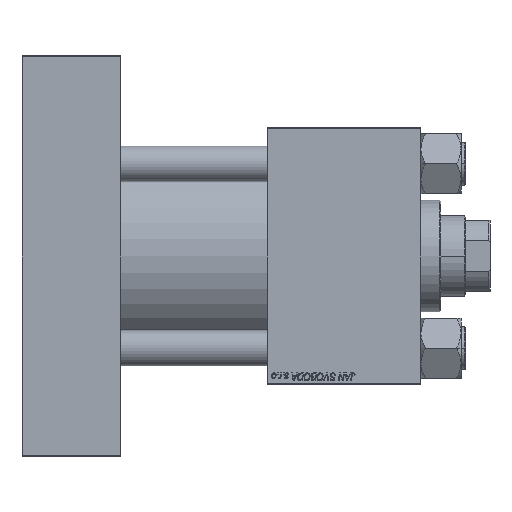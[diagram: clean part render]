
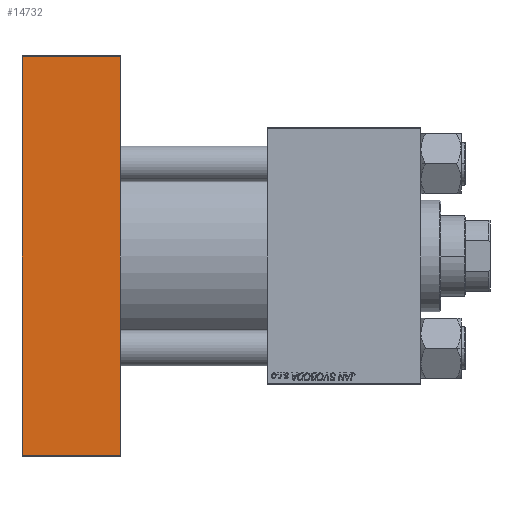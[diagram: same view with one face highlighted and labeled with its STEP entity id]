
A CAD part, front view. The second image highlights one B-rep face of the part: STEP entity #14732.
In plain terms, the highlighted planar face has unit normal (0, -1, 0).
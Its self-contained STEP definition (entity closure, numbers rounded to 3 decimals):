
#171 = FACE_OUTER_BOUND ( 'NONE', #30428, .T. ) ;
#634 = LINE ( 'NONE', #47319, #40805 ) ;
#1299 = ORIENTED_EDGE ( 'NONE', *, *, #48028, .T. ) ;
#1843 = DIRECTION ( 'NONE',  ( -1., 0., 0. ) ) ;
#2201 = DIRECTION ( 'NONE',  ( 1., 0., 0. ) ) ;
#2864 = LINE ( 'NONE', #40628, #28256 ) ;
#4242 = VERTEX_POINT ( 'NONE', #7696 ) ;
#4760 = DIRECTION ( 'NONE',  ( 0., 1., 0. ) ) ;
#6009 = CARTESIAN_POINT ( 'NONE',  ( 44., -57.5, -89.5 ) ) ;
#6478 = CARTESIAN_POINT ( 'NONE',  ( 0., -57.5, -89.5 ) ) ;
#7696 = CARTESIAN_POINT ( 'NONE',  ( 44., -57.5, 89.5 ) ) ;
#11944 = VECTOR ( 'NONE', #2201, 1000. ) ;
#12108 = DIRECTION ( 'NONE',  ( 0., 0., -1. ) ) ;
#14732 = ADVANCED_FACE ( 'NONE', ( #171 ), #15708, .F. ) ;
#15470 = DIRECTION ( 'NONE',  ( 0., 0., 1. ) ) ;
#15708 = PLANE ( 'NONE',  #33368 ) ;
#19853 = VERTEX_POINT ( 'NONE', #6478 ) ;
#21255 = VERTEX_POINT ( 'NONE', #39540 ) ;
#22694 = EDGE_CURVE ( 'NONE', #41234, #19853, #634, .T. ) ;
#23647 = CARTESIAN_POINT ( 'NONE',  ( 44., -57.5, 90. ) ) ;
#23729 = EDGE_CURVE ( 'NONE', #4242, #21255, #50269, .T. ) ;
#25357 = CARTESIAN_POINT ( 'NONE',  ( 0., -57.5, 89.5 ) ) ;
#25405 = LINE ( 'NONE', #6009, #11944 ) ;
#26794 = ORIENTED_EDGE ( 'NONE', *, *, #22694, .T. ) ;
#28256 = VECTOR ( 'NONE', #1843, 1000. ) ;
#30428 = EDGE_LOOP ( 'NONE', ( #26794, #1299, #33181, #36701 ) ) ;
#33181 = ORIENTED_EDGE ( 'NONE', *, *, #23729, .F. ) ;
#33368 = AXIS2_PLACEMENT_3D ( 'NONE', #23647, #4760, #15470 ) ;
#36701 = ORIENTED_EDGE ( 'NONE', *, *, #44528, .T. ) ;
#38402 = VECTOR ( 'NONE', #42153, 1000. ) ;
#39540 = CARTESIAN_POINT ( 'NONE',  ( 44., -57.5, -89.5 ) ) ;
#40628 = CARTESIAN_POINT ( 'NONE',  ( 44., -57.5, 89.5 ) ) ;
#40805 = VECTOR ( 'NONE', #12108, 1000. ) ;
#41234 = VERTEX_POINT ( 'NONE', #25357 ) ;
#42153 = DIRECTION ( 'NONE',  ( 0., 0., -1. ) ) ;
#44528 = EDGE_CURVE ( 'NONE', #4242, #41234, #2864, .T. ) ;
#45713 = CARTESIAN_POINT ( 'NONE',  ( 44., -57.5, 90. ) ) ;
#47319 = CARTESIAN_POINT ( 'NONE',  ( 0., -57.5, 90. ) ) ;
#48028 = EDGE_CURVE ( 'NONE', #19853, #21255, #25405, .T. ) ;
#50269 = LINE ( 'NONE', #45713, #38402 ) ;
